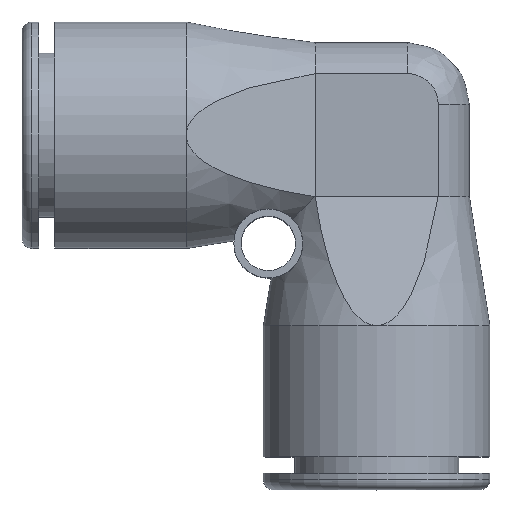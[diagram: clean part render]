
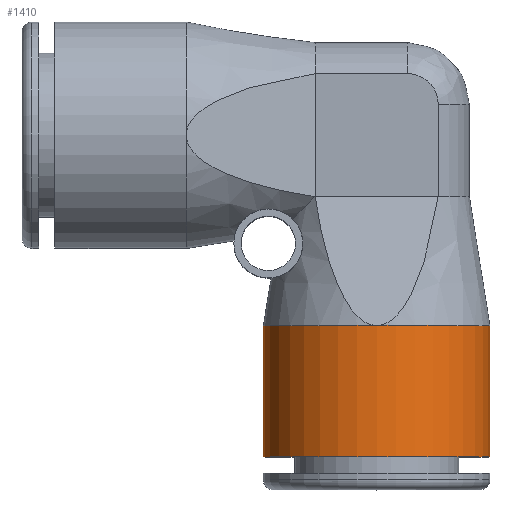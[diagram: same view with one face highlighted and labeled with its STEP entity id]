
A CAD part, top view. The second image highlights one B-rep face of the part: STEP entity #1410.
In plain terms, the highlighted cylindrical face has radius 8.763 mm (diameter 17.526 mm), a partial arc.
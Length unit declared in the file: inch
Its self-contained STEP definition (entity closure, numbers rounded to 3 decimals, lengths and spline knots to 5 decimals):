
#440=CARTESIAN_POINT('',(0.,-0.58,0.));
#441=DIRECTION('',(0.,-1.,0.));
#442=DIRECTION('',(0.,0.,1.));
#443=AXIS2_PLACEMENT_3D('',#440,#441,#442);
#519=CARTESIAN_POINT('',(0.,-0.98,0.));
#520=DIRECTION('',(0.,-1.,0.));
#521=DIRECTION('',(1.,0.,0.));
#522=AXIS2_PLACEMENT_3D('',#519,#520,#521);
#524=CARTESIAN_POINT('',(0.,-0.58,0.));
#525=DIRECTION('',(0.,-1.,0.));
#526=DIRECTION('',(1.,0.,0.));
#527=AXIS2_PLACEMENT_3D('',#524,#525,#526);
#546=CARTESIAN_POINT('',(0.,-0.58,
0.345));
#739=DIRECTION('',(0.,1.,0.));
#740=VECTOR('',#739,0.4);
#741=CARTESIAN_POINT('',(-0.345,-0.98,0.));
#742=LINE('',#741,#740);
#748=DIRECTION('',(0.,1.,0.));
#749=VECTOR('',#748,0.4);
#750=CARTESIAN_POINT('',(0.345,-0.98,0.));
#751=LINE('',#750,#749);
#898=CARTESIAN_POINT('',(0.345,-0.98,0.));
#899=CARTESIAN_POINT('',(0.345,-0.58,0.));
#900=VERTEX_POINT('',#898);
#901=VERTEX_POINT('',#899);
#902=CARTESIAN_POINT('',(-0.345,-0.98,0.));
#903=CARTESIAN_POINT('',(-0.345,-0.58,0.));
#904=VERTEX_POINT('',#902);
#905=VERTEX_POINT('',#903);
#1007=VERTEX_POINT('',#546);
#1394=CARTESIAN_POINT('',(0.,0.054,0.));
#1395=DIRECTION('',(0.,-1.,0.));
#1396=DIRECTION('',(-1.,0.,0.));
#1397=AXIS2_PLACEMENT_3D('',#1394,#1395,#1396);
#1398=CYLINDRICAL_SURFACE('',#1397,0.345);
#1400=ORIENTED_EDGE('',*,*,#1399,.F.);
#1402=ORIENTED_EDGE('',*,*,#1401,.F.);
#1404=ORIENTED_EDGE('',*,*,#1403,.T.);
#1406=ORIENTED_EDGE('',*,*,#1405,.T.);
#1407=ORIENTED_EDGE('',*,*,#1359,.F.);
#1408=EDGE_LOOP('',(#1400,#1402,#1404,#1406,#1407));
#1409=FACE_OUTER_BOUND('',#1408,.F.);
#1410=ADVANCED_FACE('',(#1409),#1398,.T.);
#444=CIRCLE('',#443,0.345);
#523=CIRCLE('',#522,0.345);
#528=CIRCLE('',#527,0.345);
#1359=EDGE_CURVE('',#1007,#905,#444,.T.);
#1399=EDGE_CURVE('',#901,#1007,#528,.T.);
#1401=EDGE_CURVE('',#900,#901,#751,.T.);
#1403=EDGE_CURVE('',#900,#904,#523,.T.);
#1405=EDGE_CURVE('',#904,#905,#742,.T.);
